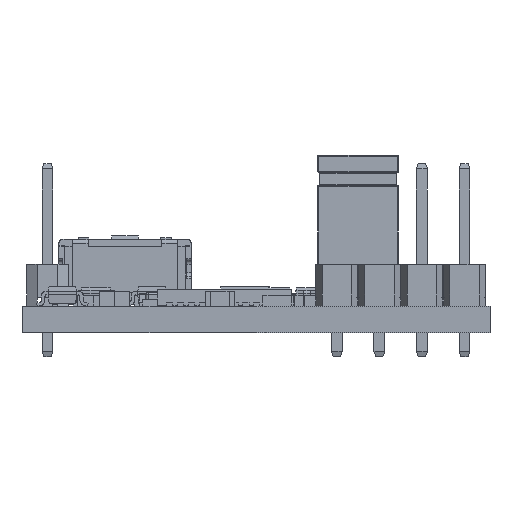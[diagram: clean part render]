
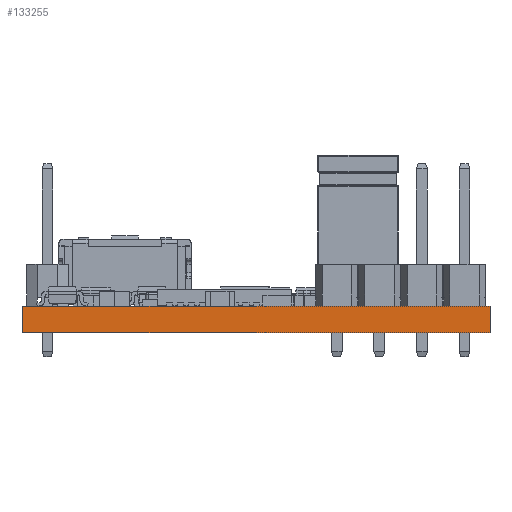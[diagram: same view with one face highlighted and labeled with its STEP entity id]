
A CAD part, front view. The second image highlights one B-rep face of the part: STEP entity #133255.
In plain terms, the highlighted planar face has unit normal (0, -1, 0).
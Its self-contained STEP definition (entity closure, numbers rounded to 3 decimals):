
#253 = LINE ( 'NONE', #35743, #19153 ) ;
#15167 = VERTEX_POINT ( 'NONE', #118990 ) ;
#15277 = VERTEX_POINT ( 'NONE', #34161 ) ;
#19153 = VECTOR ( 'NONE', #91642, 1000. ) ;
#24096 = AXIS2_PLACEMENT_3D ( 'NONE', #129070, #74055, #40307 ) ;
#25750 = ORIENTED_EDGE ( 'NONE', *, *, #53502, .T. ) ;
#34103 = CARTESIAN_POINT ( 'NONE',  ( 27.94, 0., 1.57 ) ) ;
#34161 = CARTESIAN_POINT ( 'NONE',  ( 0., 0., 1.57 ) ) ;
#35743 = CARTESIAN_POINT ( 'NONE',  ( 0., 0., 1.57 ) ) ;
#37805 = EDGE_LOOP ( 'NONE', ( #90844, #129681, #111331, #25750 ) ) ;
#38018 = DIRECTION ( 'NONE',  ( 1., 0., 0. ) ) ;
#40307 = DIRECTION ( 'NONE',  ( 0., 0., 1. ) ) ;
#45154 = DIRECTION ( 'NONE',  ( 0., 0., -1. ) ) ;
#46783 = VECTOR ( 'NONE', #45154, 1000. ) ;
#49152 = DIRECTION ( 'NONE',  ( 0., 0., -1. ) ) ;
#53502 = EDGE_CURVE ( 'NONE', #15277, #138700, #131320, .T. ) ;
#58697 = VERTEX_POINT ( 'NONE', #102658 ) ;
#71464 = LINE ( 'NONE', #136360, #105939 ) ;
#71795 = CARTESIAN_POINT ( 'NONE',  ( 0., 0., 1.57 ) ) ;
#74055 = DIRECTION ( 'NONE',  ( 0., 1., 0. ) ) ;
#74427 = VECTOR ( 'NONE', #49152, 1000. ) ;
#90844 = ORIENTED_EDGE ( 'NONE', *, *, #98127, .T. ) ;
#91642 = DIRECTION ( 'NONE',  ( 1., 0., 0. ) ) ;
#96249 = EDGE_CURVE ( 'NONE', #58697, #15167, #139828, .T. ) ;
#98127 = EDGE_CURVE ( 'NONE', #138700, #15167, #71464, .T. ) ;
#102658 = CARTESIAN_POINT ( 'NONE',  ( 27.94, 0., 1.57 ) ) ;
#105939 = VECTOR ( 'NONE', #38018, 1000. ) ;
#106366 = PLANE ( 'NONE',  #24096 ) ;
#108468 = FACE_OUTER_BOUND ( 'NONE', #37805, .T. ) ;
#111331 = ORIENTED_EDGE ( 'NONE', *, *, #120709, .F. ) ;
#118990 = CARTESIAN_POINT ( 'NONE',  ( 27.94, 0., 0. ) ) ;
#120709 = EDGE_CURVE ( 'NONE', #15277, #58697, #253, .T. ) ;
#129070 = CARTESIAN_POINT ( 'NONE',  ( 0., 0., 1.57 ) ) ;
#129681 = ORIENTED_EDGE ( 'NONE', *, *, #96249, .F. ) ;
#131320 = LINE ( 'NONE', #71795, #74427 ) ;
#133255 = ADVANCED_FACE ( 'NONE', ( #108468 ), #106366, .F. ) ;
#136360 = CARTESIAN_POINT ( 'NONE',  ( 0., 0., 0. ) ) ;
#138700 = VERTEX_POINT ( 'NONE', #139685 ) ;
#139685 = CARTESIAN_POINT ( 'NONE',  ( 0., 0., 0. ) ) ;
#139828 = LINE ( 'NONE', #34103, #46783 ) ;
